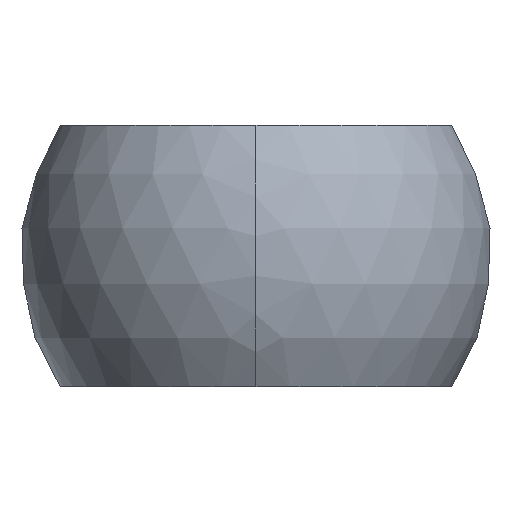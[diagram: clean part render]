
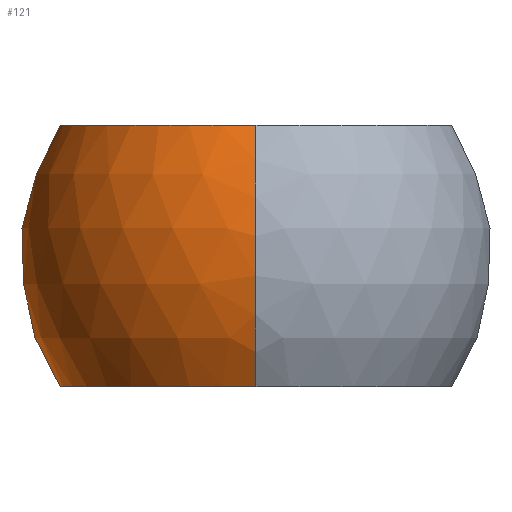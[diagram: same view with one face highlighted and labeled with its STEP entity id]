
A CAD part, left-side view. The second image highlights one B-rep face of the part: STEP entity #121.
In plain terms, the highlighted spherical face has radius 22.5 mm.
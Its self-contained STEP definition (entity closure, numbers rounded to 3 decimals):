
#121=ADVANCED_FACE('',(#311),#312,.T.);
#189=EDGE_CURVE('',#225,#201,#385,.T.);
#191=EDGE_CURVE('',#201,#209,#387,.T.);
#201=VERTEX_POINT('',#398);
#203=EDGE_CURVE('',#209,#223,#400,.T.);
#209=VERTEX_POINT('',#408);
#215=EDGE_CURVE('',#223,#225,#415,.T.);
#223=VERTEX_POINT('',#423);
#225=VERTEX_POINT('',#425);
#311=FACE_OUTER_BOUND('',#513,.T.);
#312=SPHERICAL_SURFACE('',#514,22.5);
#385=CIRCLE('',#769,18.708);
#387=CIRCLE('',#772,17.526);
#398=CARTESIAN_POINT('',(14.11,12.285,-12.5));
#400=CIRCLE('',#788,18.708);
#408=CARTESIAN_POINT('',(14.11,12.285,12.5));
#415=CIRCLE('',#806,22.5);
#423=CARTESIAN_POINT('',(-18.708,0.,12.5));
#425=CARTESIAN_POINT('',(-18.708,0.,-12.5));
#513=EDGE_LOOP('',(#979,#980,#981,#982));
#514=AXIS2_PLACEMENT_3D('',#983,#984,#985);
#769=AXIS2_PLACEMENT_3D('',#1067,#1068,#1069);
#772=AXIS2_PLACEMENT_3D('',#1070,#1071,#1072);
#788=AXIS2_PLACEMENT_3D('',#1083,#1084,#1085);
#806=AXIS2_PLACEMENT_3D('',#1105,#1106,#1107);
#979=ORIENTED_EDGE('',*,*,#215,.F.);
#980=ORIENTED_EDGE('',*,*,#203,.F.);
#981=ORIENTED_EDGE('',*,*,#191,.F.);
#982=ORIENTED_EDGE('',*,*,#189,.F.);
#983=CARTESIAN_POINT('',(0.0,0.0,0.0));
#984=DIRECTION('',(0.0,0.0,1.0));
#985=DIRECTION('',(1.0,0.0,0.0));
#1067=CARTESIAN_POINT('',(0.0,0.0,-12.5));
#1068=DIRECTION('',(-0.0,-0.0,-1.0));
#1069=DIRECTION('',(0.0,-1.0,0.0));
#1070=CARTESIAN_POINT('',(14.11,0.0,0.0));
#1071=DIRECTION('',(1.0,0.0,0.0));
#1072=DIRECTION('',(0.0,1.0,0.0));
#1083=CARTESIAN_POINT('',(0.0,0.0,12.5));
#1084=DIRECTION('',(0.0,-0.0,1.0));
#1085=DIRECTION('',(0.0,1.0,0.0));
#1105=CARTESIAN_POINT('',(0.0,0.0,0.0));
#1106=DIRECTION('',(0.,-1.0,0.0));
#1107=DIRECTION('',(0.0,0.0,1.0));
